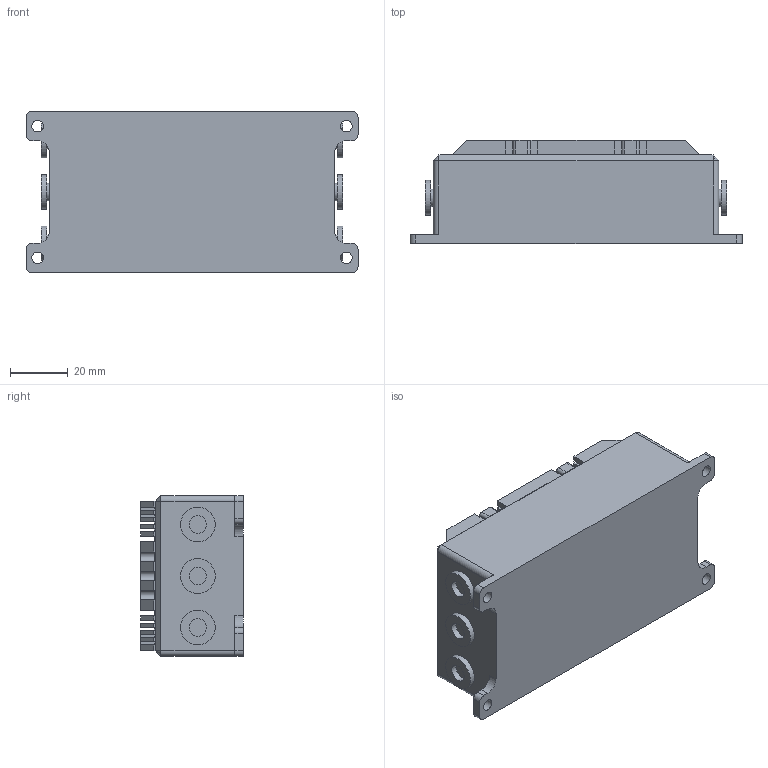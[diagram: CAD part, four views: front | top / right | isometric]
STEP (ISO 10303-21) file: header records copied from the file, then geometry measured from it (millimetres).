
FILE_DESCRIPTION(/* description */ (''),/* implementation_level */ '2;1');
FILE_NAME(/* name */ 'Maytech VESC6 200a.stp',/* time_stamp */ '2020-10-14T09:25:22+01:00',/* author */ ('Tweedy'),/* organization */ (''),/* preprocessor_version */ 'ST-DEVELOPER v18',/* originating_system */ 'Autodesk Inventor 2020',/* authorisation */ '');
FILE_SCHEMA (('AUTOMOTIVE_DESIGN { 1 0 10303 214 3 1 1 }'));
Length unit declared in the file: millimetre
Products named in the file (1): vesc 6 standin
Bounding box: 114.5 x 35.5 x 55.5 mm (x, y, z)
Volume: 181117.7 mm3; surface area: 32125.7 mm2
Topology: 7 solids, 7 shells, 298 faces, 812 edges, 542 vertices
Faces by surface type: plane 226, cylinder 64, cone 8
Full cylindrical faces by diameter (mm): 3 x4, 4 x4, 6 x12, 12 x6
Entity records: 9519 total; most frequent: CARTESIAN_POINT 1649, ORIENTED_EDGE 1616, DIRECTION 1568, EDGE_CURVE 808, LINE 646, VECTOR 646, VERTEX_POINT 542, AXIS2_PLACEMENT_3D 461
